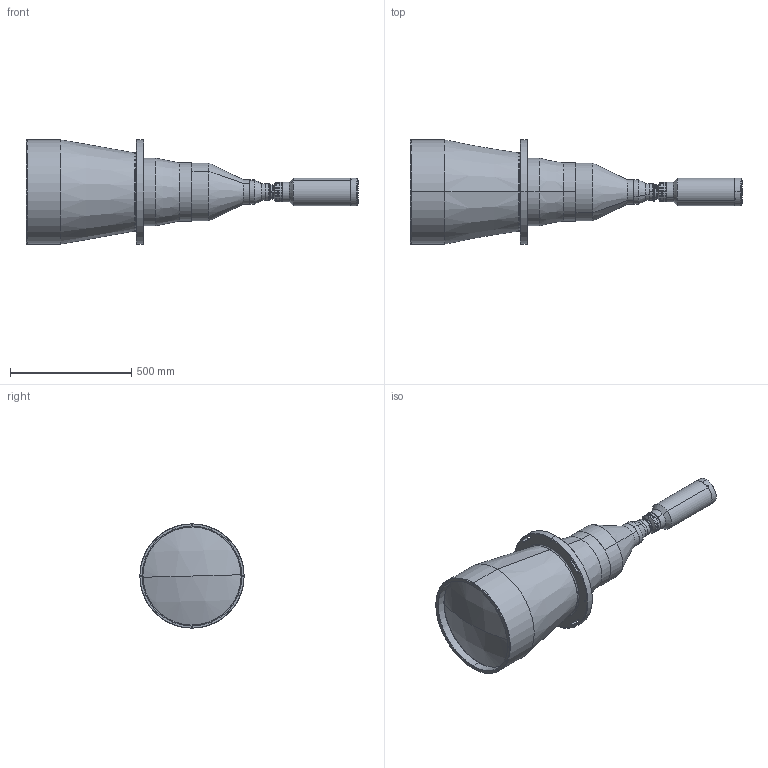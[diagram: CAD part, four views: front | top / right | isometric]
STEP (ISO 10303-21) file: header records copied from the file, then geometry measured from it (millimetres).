
FILE_DESCRIPTION (( 'STEP AP203' ), '1' );
FILE_NAME ('XF-PTL39082-M95-12-VI.STEP', '2019-06-13T06:00:43', ( 'puyufan' ), ( '' ), 'SwSTEP 2.0', 'SolidWorks 2014', '' );
FILE_SCHEMA (( 'CONFIG_CONTROL_DESIGN' ));
Length unit declared in the file: millimetre
Products named in the file (1): XF-PTL39082-M95-12-VI
Bounding box: 1369.27 x 430 x 430 mm (x, y, z)
Surface area: 1511346.8 mm2 (no closed solid volume)
Topology: 0 solids, 68 shells, 319 faces, 1758 edges, 1463 vertices
Faces by surface type: cylinder 185, plane 68, cone 40, torus 24, sphere 2
Entity records: 25207 total; most frequent: CARTESIAN_POINT 11801, DIRECTION 2767, ORIENTED_EDGE 2296, EDGE_CURVE 1750, VERTEX_POINT 1463, AXIS2_PLACEMENT_3D 1091, CIRCLE 771, VECTOR 585
